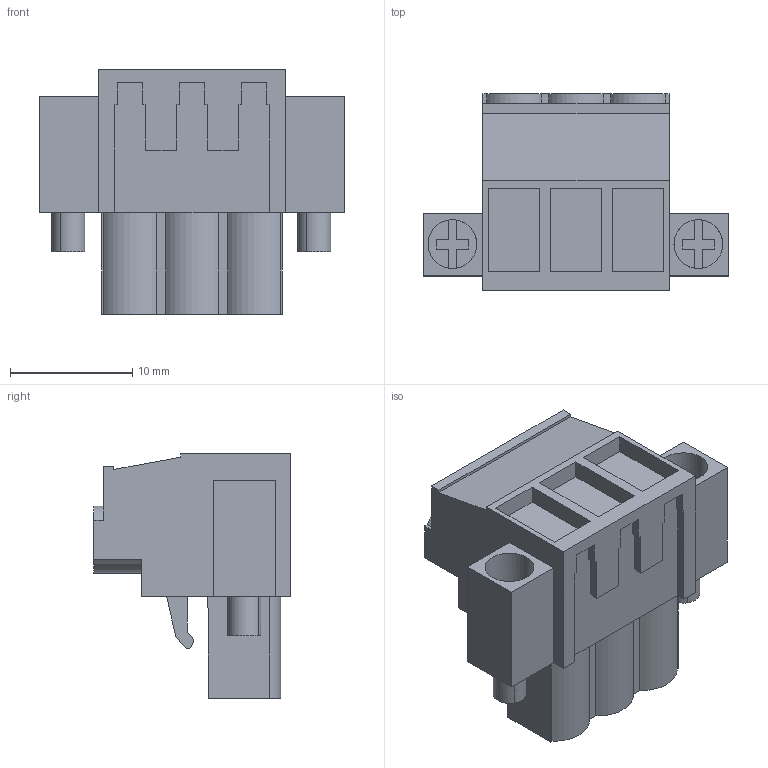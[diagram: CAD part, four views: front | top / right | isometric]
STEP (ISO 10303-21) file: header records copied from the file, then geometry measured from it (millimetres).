
FILE_DESCRIPTION(('CATIA V5 STEP','CAx-IF Rec.Pracs.--- Model Styling and Organization---1.2---2011-12-15'),'2;1');
FILE_NAME ('D1459935_0_1944340000_1944340000.stp','2017-05-22T12:34:30+00:00',('none'),('Weidmueller'),'CATIA Version 5-6 Release 2014','CATIA V5 STEP AP214','none');
FILE_SCHEMA(('AUTOMOTIVE_DESIGN { 1 0 10303 214 1 1 1 1 }'));
Length unit declared in the file: millimetre
Products named in the file (1): 1944340000
Bounding box: 25.04 x 16.1 x 20.05 mm (x, y, z)
Volume: 3288.9 mm3; surface area: 2862.7 mm2
Topology: 6 solids, 6 shells, 292 faces, 789 edges, 526 vertices
Faces by surface type: plane 241, cylinder 51
Entity records: 8937 total; most frequent: CARTESIAN_POINT 1745, ORIENTED_EDGE 1578, DIRECTION 1271, EDGE_CURVE 789, VECTOR 667, LINE 667, VERTEX_POINT 526, AXIS2_PLACEMENT_3D 353
